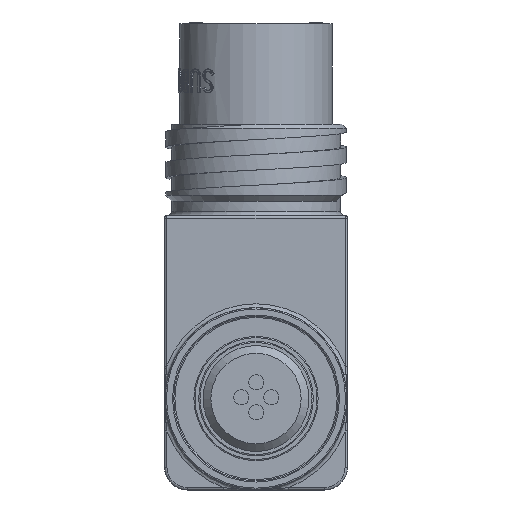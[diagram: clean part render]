
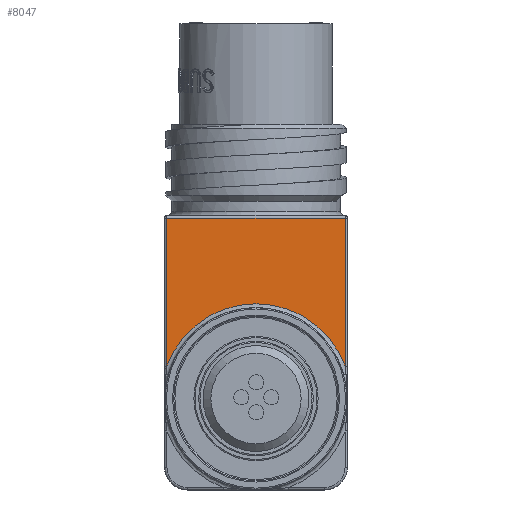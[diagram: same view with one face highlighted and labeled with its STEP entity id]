
A CAD part, front view. The second image highlights one B-rep face of the part: STEP entity #8047.
In plain terms, the highlighted planar face has unit normal (0, -1, 0).
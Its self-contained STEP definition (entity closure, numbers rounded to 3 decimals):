
#391=PLANE('',#8844);
#1226=FACE_OUTER_BOUND('',#1691,.T.);
#1691=EDGE_LOOP('',(#7301,#7302,#7303,#7304));
#2159=CIRCLE('',#8845,9.868);
#2860=LINE('',#22448,#3309);
#2861=LINE('',#22450,#3310);
#2862=LINE('',#22453,#3311);
#3309=VECTOR('',#10793,1000.);
#3310=VECTOR('',#10794,1000.);
#3311=VECTOR('',#10797,1000.);
#4059=VERTEX_POINT('',#22446);
#4060=VERTEX_POINT('',#22447);
#4061=VERTEX_POINT('',#22449);
#4062=VERTEX_POINT('',#22451);
#5162=EDGE_CURVE('',#4059,#4060,#2860,.T.);
#5163=EDGE_CURVE('',#4060,#4061,#2861,.T.);
#5164=EDGE_CURVE('',#4061,#4062,#2159,.T.);
#5165=EDGE_CURVE('',#4062,#4059,#2862,.T.);
#7301=ORIENTED_EDGE('',*,*,#5162,.T.);
#7302=ORIENTED_EDGE('',*,*,#5163,.T.);
#7303=ORIENTED_EDGE('',*,*,#5164,.T.);
#7304=ORIENTED_EDGE('',*,*,#5165,.T.);
#8047=ADVANCED_FACE('',(#1226),#391,.F.);
#8844=AXIS2_PLACEMENT_3D('',#22445,#10791,#10792);
#8845=AXIS2_PLACEMENT_3D('',#22452,#10795,#10796);
#10791=DIRECTION('center_axis',(0.,1.,0.));
#10792=DIRECTION('ref_axis',(1.,0.,0.));
#10793=DIRECTION('',(-1.,0.,0.));
#10794=DIRECTION('',(0.,0.,-1.));
#10795=DIRECTION('center_axis',(0.,1.,0.));
#10796=DIRECTION('ref_axis',(1.,0.,0.));
#10797=DIRECTION('',(0.,0.,1.));
#22445=CARTESIAN_POINT('Origin',(19.05,-19.05,-0.023));
#22446=CARTESIAN_POINT('',(18.796,-19.05,-9.802));
#22447=CARTESIAN_POINT('',(0.254,-19.05,-9.802));
#22448=CARTESIAN_POINT('',(0.,-19.05,-9.802));
#22449=CARTESIAN_POINT('',(0.254,-19.05,-25.218));
#22450=CARTESIAN_POINT('',(0.254,-19.05,-26.019));
#22451=CARTESIAN_POINT('',(18.796,-19.05,-25.218));
#22452=CARTESIAN_POINT('Origin',(9.525,-19.05,-28.598));
#22453=CARTESIAN_POINT('',(18.796,-19.05,-0.023));
